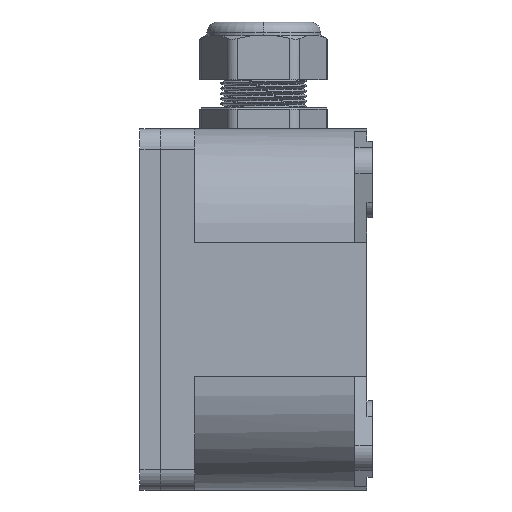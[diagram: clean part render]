
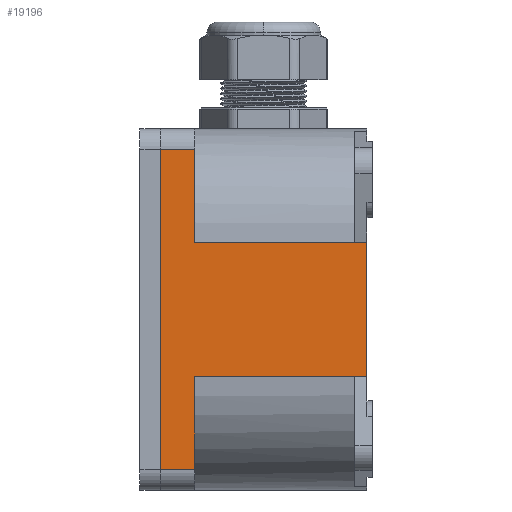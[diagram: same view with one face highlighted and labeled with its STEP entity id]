
A CAD part, left-side view. The second image highlights one B-rep face of the part: STEP entity #19196.
In plain terms, the highlighted planar face has unit normal (-1, 0, 0).
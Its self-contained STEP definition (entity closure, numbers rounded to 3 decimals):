
#145 = DIRECTION ( 'NONE',  ( 0., -1., 0. ) ) ;
#450 = CARTESIAN_POINT ( 'NONE',  ( -102.5, 50., -19.5 ) ) ;
#452 = ORIENTED_EDGE ( 'NONE', *, *, #13324, .F. ) ;
#1329 = DIRECTION ( 'NONE',  ( 0., 0., 1. ) ) ;
#1382 = DIRECTION ( 'NONE',  ( 0., 0., 1. ) ) ;
#1788 = CARTESIAN_POINT ( 'NONE',  ( -102.5, 60., 52.5 ) ) ;
#1949 = LINE ( 'NONE', #1788, #29415 ) ;
#2595 = ORIENTED_EDGE ( 'NONE', *, *, #9981, .T. ) ;
#2905 = VERTEX_POINT ( 'NONE', #11506 ) ;
#3952 = CARTESIAN_POINT ( 'NONE',  ( -102.5, 0., -19.5 ) ) ;
#4174 = VECTOR ( 'NONE', #4258, 1000. ) ;
#4258 = DIRECTION ( 'NONE',  ( 0., -1., 0. ) ) ;
#4582 = VECTOR ( 'NONE', #30903, 1000. ) ;
#4737 = EDGE_CURVE ( 'NONE', #16003, #29759, #24648, .T. ) ;
#4820 = DIRECTION ( 'NONE',  ( 0., -1., 0. ) ) ;
#5387 = CARTESIAN_POINT ( 'NONE',  ( -102.5, 50., 19.5 ) ) ;
#5946 = DIRECTION ( 'NONE',  ( 0., 0., -1. ) ) ;
#6054 = CARTESIAN_POINT ( 'NONE',  ( -102.5, 3.5, 19.5 ) ) ;
#6403 = FACE_OUTER_BOUND ( 'NONE', #16970, .T. ) ;
#6630 = DIRECTION ( 'NONE',  ( 0., -1., 0. ) ) ;
#6880 = VERTEX_POINT ( 'NONE', #16428 ) ;
#7247 = ORIENTED_EDGE ( 'NONE', *, *, #4737, .T. ) ;
#7580 = EDGE_CURVE ( 'NONE', #16003, #8953, #29804, .T. ) ;
#7786 = VECTOR ( 'NONE', #17626, 1000. ) ;
#8953 = VERTEX_POINT ( 'NONE', #6054 ) ;
#9112 = ORIENTED_EDGE ( 'NONE', *, *, #12815, .T. ) ;
#9956 = CARTESIAN_POINT ( 'NONE',  ( -102.5, 50., -19.5 ) ) ;
#9981 = EDGE_CURVE ( 'NONE', #6880, #18654, #21720, .T. ) ;
#10030 = ORIENTED_EDGE ( 'NONE', *, *, #10435, .F. ) ;
#10435 = EDGE_CURVE ( 'NONE', #16317, #25100, #1949, .T. ) ;
#10548 = CARTESIAN_POINT ( 'NONE',  ( -102.5, 60., 46.5 ) ) ;
#11180 = DIRECTION ( 'NONE',  ( 0., 0., 1. ) ) ;
#11432 = EDGE_CURVE ( 'NONE', #25813, #6880, #26435, .T. ) ;
#11506 = CARTESIAN_POINT ( 'NONE',  ( -102.5, 50., -46.5 ) ) ;
#11819 = CARTESIAN_POINT ( 'NONE',  ( -102.5, 50., -19.5 ) ) ;
#12310 = ORIENTED_EDGE ( 'NONE', *, *, #22722, .T. ) ;
#12815 = EDGE_CURVE ( 'NONE', #16317, #2905, #23811, .T. ) ;
#13095 = LINE ( 'NONE', #19842, #7786 ) ;
#13196 = VECTOR ( 'NONE', #1382, 1000. ) ;
#13324 = EDGE_CURVE ( 'NONE', #25813, #2905, #14606, .T. ) ;
#13401 = VECTOR ( 'NONE', #1329, 1000. ) ;
#13619 = VERTEX_POINT ( 'NONE', #24626 ) ;
#14606 = LINE ( 'NONE', #11819, #4582 ) ;
#14827 = VECTOR ( 'NONE', #6630, 1000. ) ;
#15523 = CARTESIAN_POINT ( 'NONE',  ( -102.5, 50., 19.5 ) ) ;
#16003 = VERTEX_POINT ( 'NONE', #25671 ) ;
#16066 = CARTESIAN_POINT ( 'NONE',  ( -102.5, 0., 52.5 ) ) ;
#16317 = VERTEX_POINT ( 'NONE', #26586 ) ;
#16428 = CARTESIAN_POINT ( 'NONE',  ( -102.5, 3.5, -19.5 ) ) ;
#16970 = EDGE_LOOP ( 'NONE', ( #28354, #2595, #12310, #24612, #26123, #7247, #25898, #10030, #9112, #452 ) ) ;
#17626 = DIRECTION ( 'NONE',  ( 0., 1., 0. ) ) ;
#18589 = EDGE_CURVE ( 'NONE', #8953, #13619, #30377, .T. ) ;
#18619 = DIRECTION ( 'NONE',  ( 0., -1., 0. ) ) ;
#18654 = VERTEX_POINT ( 'NONE', #3952 ) ;
#19196 = ADVANCED_FACE ( 'NONE', ( #6403 ), #20996, .F. ) ;
#19842 = CARTESIAN_POINT ( 'NONE',  ( -102.5, 60., 46.5 ) ) ;
#20666 = CARTESIAN_POINT ( 'NONE',  ( -102.5, 60., 52.5 ) ) ;
#20996 = PLANE ( 'NONE',  #23740 ) ;
#21465 = CARTESIAN_POINT ( 'NONE',  ( -102.5, 50., -19.5 ) ) ;
#21720 = LINE ( 'NONE', #450, #22449 ) ;
#22449 = VECTOR ( 'NONE', #145, 1000. ) ;
#22722 = EDGE_CURVE ( 'NONE', #18654, #13619, #22839, .T. ) ;
#22839 = LINE ( 'NONE', #16066, #13196 ) ;
#22966 = CARTESIAN_POINT ( 'NONE',  ( -102.5, 50., 19.5 ) ) ;
#23366 = CARTESIAN_POINT ( 'NONE',  ( -102.5, 60., -46.5 ) ) ;
#23740 = AXIS2_PLACEMENT_3D ( 'NONE', #20666, #25540, #5946 ) ;
#23811 = LINE ( 'NONE', #23366, #27351 ) ;
#23909 = CARTESIAN_POINT ( 'NONE',  ( -102.5, 50., 46.5 ) ) ;
#24612 = ORIENTED_EDGE ( 'NONE', *, *, #18589, .F. ) ;
#24626 = CARTESIAN_POINT ( 'NONE',  ( -102.5, 0., 19.5 ) ) ;
#24648 = LINE ( 'NONE', #5387, #13401 ) ;
#25100 = VERTEX_POINT ( 'NONE', #10548 ) ;
#25540 = DIRECTION ( 'NONE',  ( 1., 0., 0. ) ) ;
#25671 = CARTESIAN_POINT ( 'NONE',  ( -102.5, 50., 19.5 ) ) ;
#25813 = VERTEX_POINT ( 'NONE', #21465 ) ;
#25898 = ORIENTED_EDGE ( 'NONE', *, *, #29325, .T. ) ;
#26123 = ORIENTED_EDGE ( 'NONE', *, *, #7580, .F. ) ;
#26435 = LINE ( 'NONE', #9956, #29788 ) ;
#26586 = CARTESIAN_POINT ( 'NONE',  ( -102.5, 60., -46.5 ) ) ;
#27351 = VECTOR ( 'NONE', #18619, 1000. ) ;
#28354 = ORIENTED_EDGE ( 'NONE', *, *, #11432, .T. ) ;
#29325 = EDGE_CURVE ( 'NONE', #29759, #25100, #13095, .T. ) ;
#29415 = VECTOR ( 'NONE', #11180, 1000. ) ;
#29759 = VERTEX_POINT ( 'NONE', #23909 ) ;
#29788 = VECTOR ( 'NONE', #4820, 1000. ) ;
#29804 = LINE ( 'NONE', #22966, #14827 ) ;
#30377 = LINE ( 'NONE', #15523, #4174 ) ;
#30903 = DIRECTION ( 'NONE',  ( 0., 0., -1. ) ) ;
